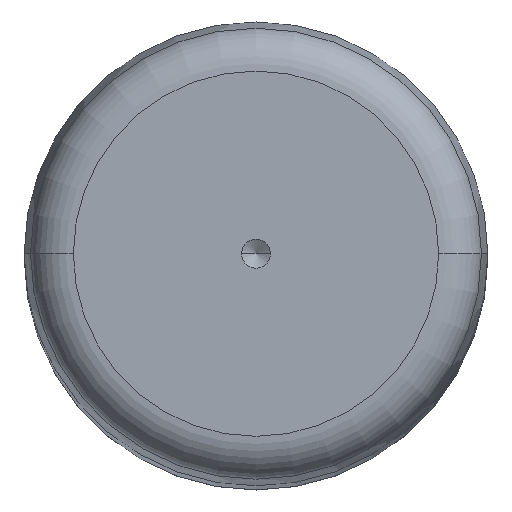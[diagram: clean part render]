
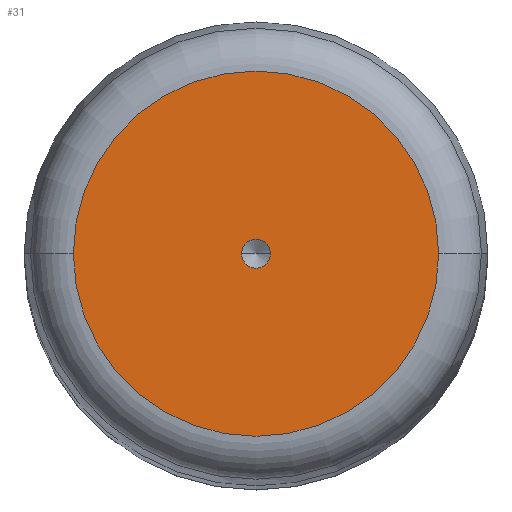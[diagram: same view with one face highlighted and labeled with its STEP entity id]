
A CAD part, top view. The second image highlights one B-rep face of the part: STEP entity #31.
In plain terms, the highlighted planar face has unit normal (0, 0, 1).
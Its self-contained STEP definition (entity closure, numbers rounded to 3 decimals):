
#2 = DIRECTION ( 'NONE',  ( 1., 0., 0. ) ) ;
#4 = CIRCLE ( 'NONE', #590, 1. ) ;
#27 = AXIS2_PLACEMENT_3D ( 'NONE', #553, #602, #384 ) ;
#31 = ADVANCED_FACE ( 'NONE', ( #593, #638 ), #234, .T. ) ;
#53 = DIRECTION ( 'NONE',  ( 0., 0., 1. ) ) ;
#54 = VERTEX_POINT ( 'NONE', #194 ) ;
#72 = CARTESIAN_POINT ( 'NONE',  ( -12.604, 0., 180. ) ) ;
#80 = EDGE_LOOP ( 'NONE', ( #256, #158 ) ) ;
#158 = ORIENTED_EDGE ( 'NONE', *, *, #294, .T. ) ;
#177 = ORIENTED_EDGE ( 'NONE', *, *, #653, .F. ) ;
#190 = DIRECTION ( 'NONE',  ( 0., 0., 1. ) ) ;
#194 = CARTESIAN_POINT ( 'NONE',  ( -1., 0., 180. ) ) ;
#197 = CARTESIAN_POINT ( 'NONE',  ( 0., 0., 180. ) ) ;
#234 = PLANE ( 'NONE',  #27 ) ;
#235 = EDGE_LOOP ( 'NONE', ( #177, #402 ) ) ;
#240 = VERTEX_POINT ( 'NONE', #360 ) ;
#246 = DIRECTION ( 'NONE',  ( 1., 0., 0. ) ) ;
#254 = EDGE_CURVE ( 'NONE', #269, #504, #631, .T. ) ;
#256 = ORIENTED_EDGE ( 'NONE', *, *, #254, .T. ) ;
#266 = AXIS2_PLACEMENT_3D ( 'NONE', #350, #53, #2 ) ;
#267 = DIRECTION ( 'NONE',  ( 1., 0., 0. ) ) ;
#269 = VERTEX_POINT ( 'NONE', #293 ) ;
#293 = CARTESIAN_POINT ( 'NONE',  ( 12.604, 0., 180. ) ) ;
#294 = EDGE_CURVE ( 'NONE', #504, #269, #489, .T. ) ;
#350 = CARTESIAN_POINT ( 'NONE',  ( 0., 0., 180. ) ) ;
#360 = CARTESIAN_POINT ( 'NONE',  ( 1., 0., 180. ) ) ;
#380 = AXIS2_PLACEMENT_3D ( 'NONE', #592, #651, #267 ) ;
#384 = DIRECTION ( 'NONE',  ( 1., 0., 0. ) ) ;
#402 = ORIENTED_EDGE ( 'NONE', *, *, #567, .F. ) ;
#489 = CIRCLE ( 'NONE', #526, 12.604 ) ;
#494 = DIRECTION ( 'NONE',  ( 0., 0., 1. ) ) ;
#504 = VERTEX_POINT ( 'NONE', #72 ) ;
#514 = CIRCLE ( 'NONE', #380, 1. ) ;
#526 = AXIS2_PLACEMENT_3D ( 'NONE', #197, #190, #246 ) ;
#544 = CARTESIAN_POINT ( 'NONE',  ( 0., 0., 180. ) ) ;
#553 = CARTESIAN_POINT ( 'NONE',  ( 0., 0., 180. ) ) ;
#567 = EDGE_CURVE ( 'NONE', #54, #240, #4, .T. ) ;
#590 = AXIS2_PLACEMENT_3D ( 'NONE', #544, #494, #594 ) ;
#592 = CARTESIAN_POINT ( 'NONE',  ( 0., 0., 180. ) ) ;
#593 = FACE_BOUND ( 'NONE', #235, .T. ) ;
#594 = DIRECTION ( 'NONE',  ( 1., 0., 0. ) ) ;
#602 = DIRECTION ( 'NONE',  ( 0., 0., 1. ) ) ;
#631 = CIRCLE ( 'NONE', #266, 12.604 ) ;
#638 = FACE_OUTER_BOUND ( 'NONE', #80, .T. ) ;
#651 = DIRECTION ( 'NONE',  ( 0., 0., 1. ) ) ;
#653 = EDGE_CURVE ( 'NONE', #240, #54, #514, .T. ) ;
